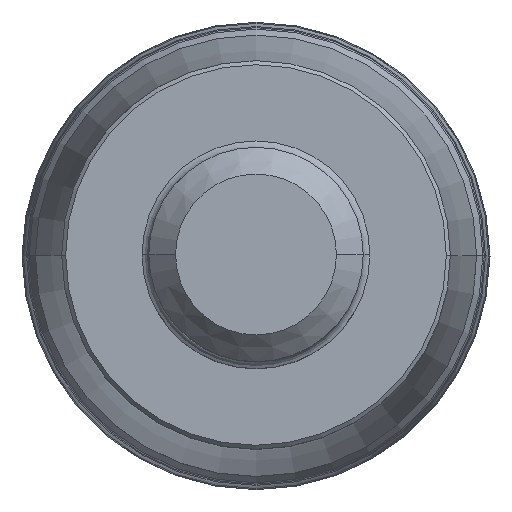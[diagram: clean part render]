
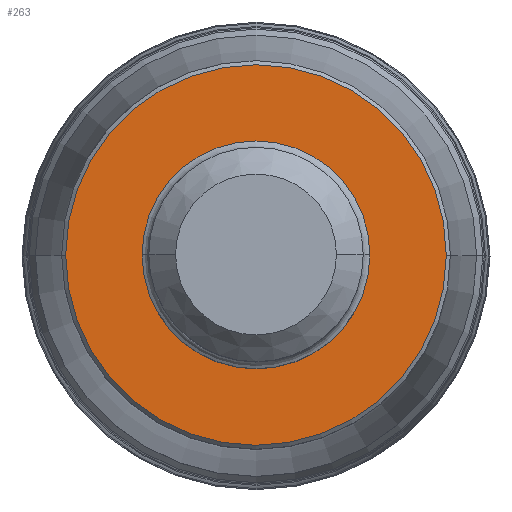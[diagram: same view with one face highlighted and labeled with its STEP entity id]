
A CAD part, top view. The second image highlights one B-rep face of the part: STEP entity #263.
In plain terms, the highlighted planar face has unit normal (0, 0, 1).
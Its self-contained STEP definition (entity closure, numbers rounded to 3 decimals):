
#41=PLANE('',#1976);
#46=FACE_BOUND('',#530,.T.);
#47=FACE_BOUND('',#531,.T.);
#263=ADVANCED_FACE('',(#46,#47),#41,.T.);
#530=EDGE_LOOP('',(#897,#898,#899,#900));
#531=EDGE_LOOP('',(#901,#902));
#897=ORIENTED_EDGE('',*,*,#1293,.F.);
#898=ORIENTED_EDGE('',*,*,#1292,.T.);
#899=ORIENTED_EDGE('',*,*,#1294,.F.);
#900=ORIENTED_EDGE('',*,*,#1295,.T.);
#901=ORIENTED_EDGE('',*,*,#1296,.F.);
#902=ORIENTED_EDGE('',*,*,#1297,.F.);
#1089=VERTEX_POINT('',#3736);
#1090=VERTEX_POINT('',#3738);
#1091=VERTEX_POINT('',#3740);
#1092=VERTEX_POINT('',#3744);
#1093=VERTEX_POINT('',#3747);
#1094=VERTEX_POINT('',#3748);
#1292=EDGE_CURVE('',#1091,#1090,#1644,.T.);
#1293=EDGE_CURVE('',#1091,#1089,#1645,.T.);
#1294=EDGE_CURVE('',#1092,#1090,#1646,.T.);
#1295=EDGE_CURVE('',#1092,#1089,#1647,.T.);
#1296=EDGE_CURVE('',#1093,#1094,#1648,.T.);
#1297=EDGE_CURVE('',#1094,#1093,#1649,.T.);
#1644=CIRCLE('',#1969,14.2);
#1645=CIRCLE('',#1970,14.2);
#1646=CIRCLE('',#1972,14.2);
#1647=CIRCLE('',#1973,14.2);
#1648=CIRCLE('',#1974,8.5);
#1649=CIRCLE('',#1975,8.5);
#1969=AXIS2_PLACEMENT_3D('',#3739,#2475,#2476);
#1970=AXIS2_PLACEMENT_3D('',#3741,#2477,#2478);
#1972=AXIS2_PLACEMENT_3D('',#3743,#2481,#2482);
#1973=AXIS2_PLACEMENT_3D('',#3745,#2483,#2484);
#1974=AXIS2_PLACEMENT_3D('',#3746,#2485,#2486);
#1975=AXIS2_PLACEMENT_3D('',#3749,#2487,#2488);
#1976=AXIS2_PLACEMENT_3D('',#3750,#2489,#2490);
#2475=DIRECTION('',(0.,0.,1.));
#2476=DIRECTION('',(1.,-0.002,0.));
#2477=DIRECTION('',(0.,0.,-1.));
#2478=DIRECTION('',(1.,-0.002,0.));
#2481=DIRECTION('',(0.,0.,-1.));
#2482=DIRECTION('',(-1.,0.002,0.));
#2483=DIRECTION('',(0.,0.,1.));
#2484=DIRECTION('',(-1.,0.002,0.));
#2485=DIRECTION('',(0.,0.,1.));
#2486=DIRECTION('',(1.,0.,0.));
#2487=DIRECTION('',(0.,0.,1.));
#2488=DIRECTION('',(-1.,0.,0.));
#2489=DIRECTION('',(0.,0.,1.));
#2490=DIRECTION('',(-1.,0.,0.));
#3736=CARTESIAN_POINT('',(-14.2,0.,0.));
#3738=CARTESIAN_POINT('',(14.2,0.,0.));
#3739=CARTESIAN_POINT('',(0.,0.,0.));
#3740=CARTESIAN_POINT('',(14.2,-0.022,0.));
#3741=CARTESIAN_POINT('',(0.,0.,0.));
#3743=CARTESIAN_POINT('',(0.,0.,0.));
#3744=CARTESIAN_POINT('',(-14.2,0.022,0.));
#3745=CARTESIAN_POINT('',(0.,0.,0.));
#3746=CARTESIAN_POINT('',(0.,0.,0.));
#3747=CARTESIAN_POINT('',(8.5,0.,0.));
#3748=CARTESIAN_POINT('',(-8.5,0.,0.));
#3749=CARTESIAN_POINT('',(0.,0.,0.));
#3750=CARTESIAN_POINT('',(0.,0.,0.));
